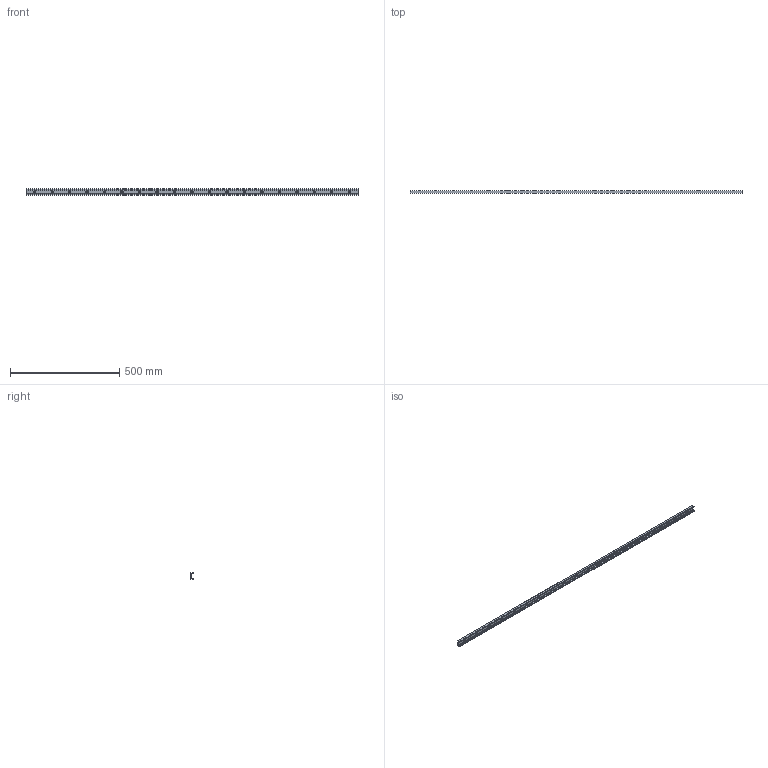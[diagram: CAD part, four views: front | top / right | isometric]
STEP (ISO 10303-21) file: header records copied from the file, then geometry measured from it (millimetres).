
FILE_DESCRIPTION((''),'2;1');
FILE_NAME('LCX 28H-1520.C.stp','2016-04-28T08:25:17',('MRathmann'),(''),'Autodesk Inventor 2012','Autodesk Inventor 2012','');
FILE_SCHEMA(('CONFIG_CONTROL_DESIGN'));
Length unit declared in the file: millimetre
Products named in the file (1): LCX 28H-1520.C
Bounding box: 1520 x 12.3 x 28 mm (x, y, z)
Volume: 245769 mm3; surface area: 147456.4 mm2
Topology: 1 solids, 1 shells, 81 faces, 199 edges, 139 vertices
Faces by surface type: cylinder 49, plane 32
Full cylindrical faces by diameter (mm): 6.4 x19, 11 x19
Entity records: 2204 total; most frequent: DIRECTION 404, CARTESIAN_POINT 344, ORIENTED_EDGE 284, AXIS2_PLACEMENT_3D 180, EDGE_LOOP 176, EDGE_CURVE 142, VERTEX_POINT 120, CIRCLE 98
